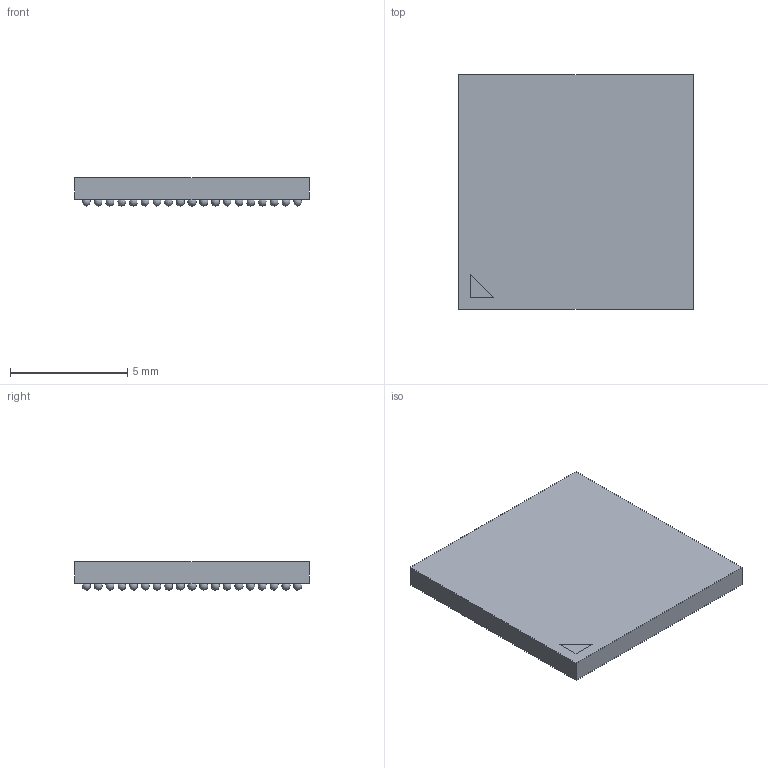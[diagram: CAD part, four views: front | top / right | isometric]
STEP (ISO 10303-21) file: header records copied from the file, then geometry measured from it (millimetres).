
FILE_DESCRIPTION(/* description */ (''),/* implementation_level */ '2;1');
FILE_NAME(/* name */ 'BGA247C50P19X19_1000X1000X137.stp',/* time_stamp */ '2016-03-01T15:57:10+01:00',/* author */ ('riccim'),/* organization */ (''),/* preprocessor_version */ 'ST-DEVELOPER v15.5',/* originating_system */ 'AutoCAD Mechanical',/* authorisation */ '');
FILE_SCHEMA (('AUTOMOTIVE_DESIGN { 1 0 10303 214 3 1 1 }'));
Length unit declared in the file: millimetre
Products named in the file (1): Product
Bounding box: 10 x 10 x 1.2 mm (x, y, z)
Volume: 95.5 mm3; surface area: 332.7 mm2
Topology: 249 solids, 249 shells, 262 faces, 771 edges, 514 vertices
Faces by surface type: sphere 247, plane 15
Entity records: 6103 total; most frequent: CARTESIAN_POINT 1054, DIRECTION 1050, ORIENTED_EDGE 554, VERTEX_POINT 514, AXIS2_PLACEMENT_3D 510, EDGE_CURVE 277, EDGE_LOOP 263, FACE_OUTER_BOUND 262
